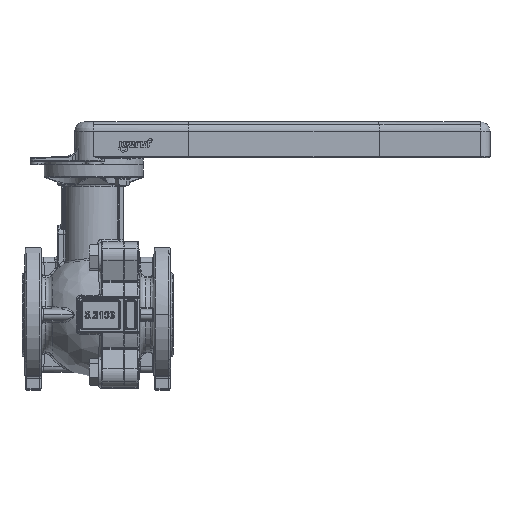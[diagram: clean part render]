
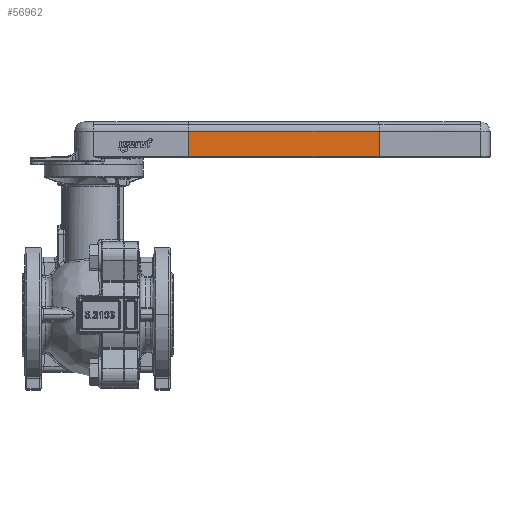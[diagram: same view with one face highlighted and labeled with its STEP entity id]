
A CAD part, front view. The second image highlights one B-rep face of the part: STEP entity #56962.
In plain terms, the highlighted planar face has unit normal (0.048, -0.999, 0).
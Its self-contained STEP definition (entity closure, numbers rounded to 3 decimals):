
#18683=CARTESIAN_POINT('',(120.,-24.,199.5));
#18684=VERTEX_POINT('',#18683);
#18693=CARTESIAN_POINT('',(120.,-24.,231.5));
#18694=VERTEX_POINT('',#18693);
#18695=CARTESIAN_POINT('',(120.,-24.,199.5));
#18696=DIRECTION('',(0.,0.,1.));
#18697=VECTOR('',#18696,32.);
#18698=LINE('',#18695,#18697);
#18699=EDGE_CURVE('',#18684,#18694,#18698,.T.);
#56932=CARTESIAN_POINT('',(120.,-24.,198.5));
#56933=DIRECTION('',(0.048,-0.999,0.));
#56934=DIRECTION('',(0.999,0.048,0.));
#56935=AXIS2_PLACEMENT_3D('',#56932,#56933,#56934);
#56936=PLANE('',#56935);
#56937=CARTESIAN_POINT('',(360.,-12.5,199.5));
#56938=VERTEX_POINT('',#56937);
#56939=CARTESIAN_POINT('',(360.,-12.5,199.5));
#56940=DIRECTION('',(-0.999,-0.048,-0.));
#56941=VECTOR('',#56940,240.275);
#56942=LINE('',#56939,#56941);
#56943=EDGE_CURVE('',#56938,#18684,#56942,.T.);
#56944=ORIENTED_EDGE('',*,*,#56943,.F.);
#56945=CARTESIAN_POINT('',(360.,-12.5,231.5));
#56946=VERTEX_POINT('',#56945);
#56947=CARTESIAN_POINT('',(360.,-12.5,199.5));
#56948=DIRECTION('',(0.,0.,1.));
#56949=VECTOR('',#56948,32.);
#56950=LINE('',#56947,#56949);
#56951=EDGE_CURVE('',#56938,#56946,#56950,.T.);
#56952=ORIENTED_EDGE('',*,*,#56951,.T.);
#56953=CARTESIAN_POINT('',(120.,-24.,231.5));
#56954=DIRECTION('',(0.999,0.048,0.));
#56955=VECTOR('',#56954,240.275);
#56956=LINE('',#56953,#56955);
#56957=EDGE_CURVE('',#18694,#56946,#56956,.T.);
#56958=ORIENTED_EDGE('',*,*,#56957,.F.);
#56959=ORIENTED_EDGE('',*,*,#18699,.F.);
#56960=EDGE_LOOP('',(#56944,#56952,#56958,#56959));
#56961=FACE_BOUND('',#56960,.T.);
#56962=ADVANCED_FACE('',(#56961),#56936,.T.);
